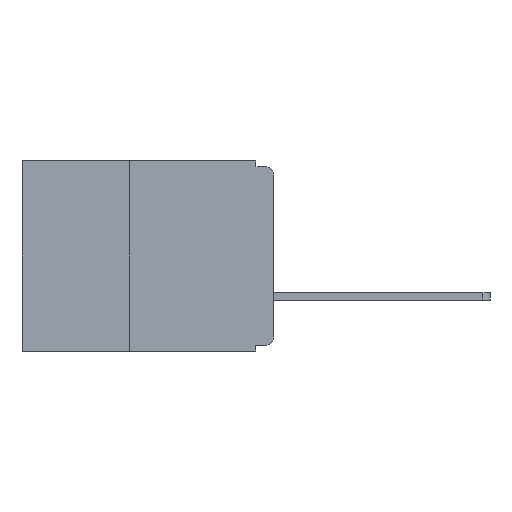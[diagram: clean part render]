
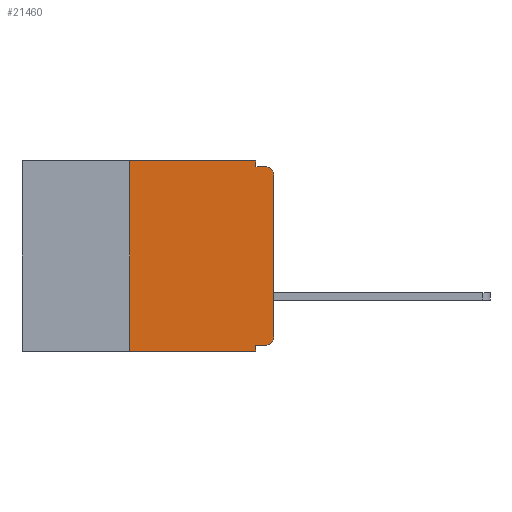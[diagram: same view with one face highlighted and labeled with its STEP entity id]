
A CAD part, left-side view. The second image highlights one B-rep face of the part: STEP entity #21460.
In plain terms, the highlighted planar face has unit normal (-1, 0, 0).
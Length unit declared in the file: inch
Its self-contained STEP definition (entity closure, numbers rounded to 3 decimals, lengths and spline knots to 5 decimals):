
#350 = EDGE_CURVE ( 'NONE', #12122, #12941, #23373, .T. ) ;
#386 = DIRECTION ( 'NONE',  ( 0., 0., -1. ) ) ;
#499 = CARTESIAN_POINT ( 'NONE',  ( 0., 0.031, 0. ) ) ;
#567 = ORIENTED_EDGE ( 'NONE', *, *, #11577, .F. ) ;
#1143 = CARTESIAN_POINT ( 'NONE',  ( 0., 0., 0. ) ) ;
#1369 = AXIS2_PLACEMENT_3D ( 'NONE', #4954, #10503, #23135 ) ;
#1481 = EDGE_CURVE ( 'NONE', #15737, #4174, #22434, .T. ) ;
#1656 = CARTESIAN_POINT ( 'NONE',  ( 0., 0.031, 0. ) ) ;
#1773 = VECTOR ( 'NONE', #14617, 39.37008 ) ;
#4080 = CARTESIAN_POINT ( 'NONE',  ( 0., 0.015, -0.32 ) ) ;
#4174 = VERTEX_POINT ( 'NONE', #11816 ) ;
#4179 = VECTOR ( 'NONE', #4740, 39.37008 ) ;
#4246 = EDGE_CURVE ( 'NONE', #4174, #12941, #17762, .T. ) ;
#4492 = EDGE_LOOP ( 'NONE', ( #11402, #16531, #10147, #14866, #567, #18485, #22438, #9399, #5074, #15446 ) ) ;
#4502 = EDGE_CURVE ( 'NONE', #15737, #5200, #8131, .T. ) ;
#4740 = DIRECTION ( 'NONE',  ( 0., 0., 1. ) ) ;
#4954 = CARTESIAN_POINT ( 'NONE',  ( 0., 0.437, 0. ) ) ;
#5074 = ORIENTED_EDGE ( 'NONE', *, *, #1481, .F. ) ;
#5200 = VERTEX_POINT ( 'NONE', #13355 ) ;
#5539 = VERTEX_POINT ( 'NONE', #8077 ) ;
#5917 = DIRECTION ( 'NONE',  ( 0., -1., 0. ) ) ;
#5987 = VECTOR ( 'NONE', #19607, 39.37008 ) ;
#6197 = CARTESIAN_POINT ( 'NONE',  ( 0., 0.437, -0.33 ) ) ;
#7064 = CARTESIAN_POINT ( 'NONE',  ( 0., 0.25, 0. ) ) ;
#7466 = CARTESIAN_POINT ( 'NONE',  ( 0., 0., -0.025 ) ) ;
#7544 = DIRECTION ( 'NONE',  ( 0., 0., -1. ) ) ;
#7653 = EDGE_CURVE ( 'NONE', #5539, #14582, #15290, .T. ) ;
#8077 = CARTESIAN_POINT ( 'NONE',  ( 0., 0.031, -0.01 ) ) ;
#8131 = CIRCLE ( 'NONE', #20197, 0.015 ) ;
#8209 = CARTESIAN_POINT ( 'NONE',  ( 0., 0.031, -0.33 ) ) ;
#8661 = PLANE ( 'NONE',  #1369 ) ;
#9145 = EDGE_CURVE ( 'NONE', #5200, #22786, #10924, .T. ) ;
#9222 = VECTOR ( 'NONE', #12029, 39.37008 ) ;
#9343 = LINE ( 'NONE', #12576, #18428 ) ;
#9399 = ORIENTED_EDGE ( 'NONE', *, *, #4246, .F. ) ;
#10147 = ORIENTED_EDGE ( 'NONE', *, *, #7653, .F. ) ;
#10503 = DIRECTION ( 'NONE',  ( 1., 0., 0. ) ) ;
#10698 = EDGE_CURVE ( 'NONE', #19877, #5539, #14880, .T. ) ;
#10924 = LINE ( 'NONE', #1143, #5987 ) ;
#11402 = ORIENTED_EDGE ( 'NONE', *, *, #9145, .T. ) ;
#11577 = EDGE_CURVE ( 'NONE', #22649, #19877, #9343, .T. ) ;
#11608 = DIRECTION ( 'NONE',  ( -1., 0., 0. ) ) ;
#11816 = CARTESIAN_POINT ( 'NONE',  ( 0., 0.031, -0.32 ) ) ;
#11948 = CARTESIAN_POINT ( 'NONE',  ( 0., 0., -0.01 ) ) ;
#12029 = DIRECTION ( 'NONE',  ( 0., -1., 0. ) ) ;
#12122 = VERTEX_POINT ( 'NONE', #12523 ) ;
#12445 = EDGE_CURVE ( 'NONE', #22786, #14582, #15363, .T. ) ;
#12523 = CARTESIAN_POINT ( 'NONE',  ( 0., 0.25, -0.33 ) ) ;
#12576 = CARTESIAN_POINT ( 'NONE',  ( 0., 0.437, 0. ) ) ;
#12930 = CARTESIAN_POINT ( 'NONE',  ( 0., 0., -0.32 ) ) ;
#12941 = VERTEX_POINT ( 'NONE', #22326 ) ;
#13020 = VECTOR ( 'NONE', #7544, 39.37008 ) ;
#13355 = CARTESIAN_POINT ( 'NONE',  ( 0., 0., -0.305 ) ) ;
#13845 = VECTOR ( 'NONE', #5917, 39.37008 ) ;
#14582 = VERTEX_POINT ( 'NONE', #16464 ) ;
#14617 = DIRECTION ( 'NONE',  ( 0., 1., 0. ) ) ;
#14693 = FACE_OUTER_BOUND ( 'NONE', #4492, .T. ) ;
#14866 = ORIENTED_EDGE ( 'NONE', *, *, #10698, .F. ) ;
#14880 = LINE ( 'NONE', #499, #23780 ) ;
#15290 = LINE ( 'NONE', #11948, #9222 ) ;
#15363 = CIRCLE ( 'NONE', #21871, 0.015 ) ;
#15446 = ORIENTED_EDGE ( 'NONE', *, *, #4502, .T. ) ;
#15737 = VERTEX_POINT ( 'NONE', #4080 ) ;
#16464 = CARTESIAN_POINT ( 'NONE',  ( 0., 0.015, -0.01 ) ) ;
#16531 = ORIENTED_EDGE ( 'NONE', *, *, #12445, .T. ) ;
#17435 = CARTESIAN_POINT ( 'NONE',  ( 0., 0.25, -0.33 ) ) ;
#17762 = LINE ( 'NONE', #8209, #13020 ) ;
#18371 = EDGE_CURVE ( 'NONE', #12122, #22649, #23538, .T. ) ;
#18428 = VECTOR ( 'NONE', #21562, 39.37008 ) ;
#18485 = ORIENTED_EDGE ( 'NONE', *, *, #18371, .F. ) ;
#19607 = DIRECTION ( 'NONE',  ( 0., 0., 1. ) ) ;
#19877 = VERTEX_POINT ( 'NONE', #1656 ) ;
#20197 = AXIS2_PLACEMENT_3D ( 'NONE', #22556, #22549, #22524 ) ;
#21460 = ADVANCED_FACE ( 'NONE', ( #14693 ), #8661, .F. ) ;
#21562 = DIRECTION ( 'NONE',  ( 0., -1., 0. ) ) ;
#21871 = AXIS2_PLACEMENT_3D ( 'NONE', #22413, #11608, #386 ) ;
#22326 = CARTESIAN_POINT ( 'NONE',  ( 0., 0.031, -0.33 ) ) ;
#22413 = CARTESIAN_POINT ( 'NONE',  ( 0., 0.015, -0.025 ) ) ;
#22434 = LINE ( 'NONE', #12930, #1773 ) ;
#22438 = ORIENTED_EDGE ( 'NONE', *, *, #350, .T. ) ;
#22517 = DIRECTION ( 'NONE',  ( 0., 0., -1. ) ) ;
#22524 = DIRECTION ( 'NONE',  ( 0., 0., -1. ) ) ;
#22549 = DIRECTION ( 'NONE',  ( -1., 0., 0. ) ) ;
#22556 = CARTESIAN_POINT ( 'NONE',  ( 0., 0.015, -0.305 ) ) ;
#22649 = VERTEX_POINT ( 'NONE', #7064 ) ;
#22786 = VERTEX_POINT ( 'NONE', #7466 ) ;
#23135 = DIRECTION ( 'NONE',  ( 0., 0., -1. ) ) ;
#23373 = LINE ( 'NONE', #6197, #13845 ) ;
#23538 = LINE ( 'NONE', #17435, #4179 ) ;
#23780 = VECTOR ( 'NONE', #22517, 39.37008 ) ;
